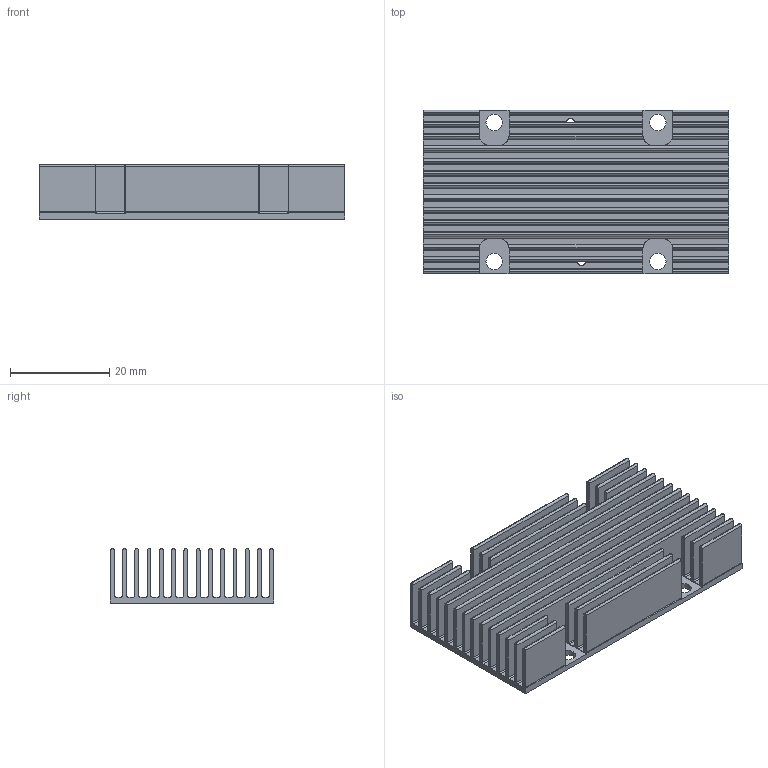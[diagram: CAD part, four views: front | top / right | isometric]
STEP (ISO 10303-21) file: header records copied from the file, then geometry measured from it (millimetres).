
FILE_DESCRIPTION (( 'STEP AP214' ), '1' );
FILE_NAME ('39834.STEP', '2015-07-30T17:39:52', ( 'VicorUser' ), ( 'Microsoft' ), 'SwSTEP 2.0', 'SolidWorks 2012', '' );
FILE_SCHEMA (( 'AUTOMOTIVE_DESIGN' ));
Length unit declared in the file: millimetre
Products named in the file (1): 39834
Bounding box: 61.5 x 32.94 x 11 mm (x, y, z)
Volume: 8308.7 mm3; surface area: 19613.6 mm2
Topology: 1 solids, 1 shells, 222 faces, 678 edges, 452 vertices
Faces by surface type: cylinder 126, plane 94, cone 2
Entity records: 7908 total; most frequent: CARTESIAN_POINT 1571, ORIENTED_EDGE 1356, DIRECTION 1320, EDGE_CURVE 678, AXIS2_PLACEMENT_3D 457, VERTEX_POINT 452, LINE 406, VECTOR 406
